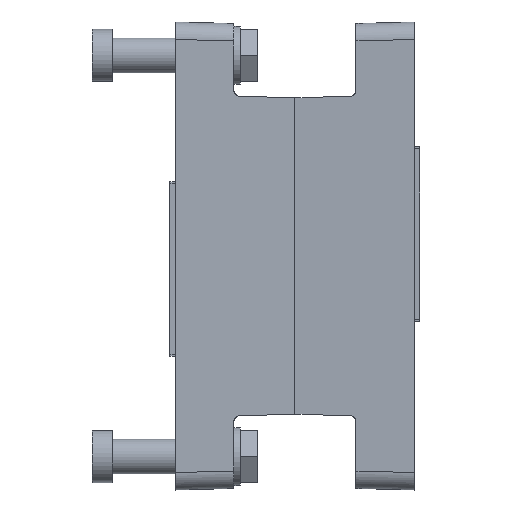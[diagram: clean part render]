
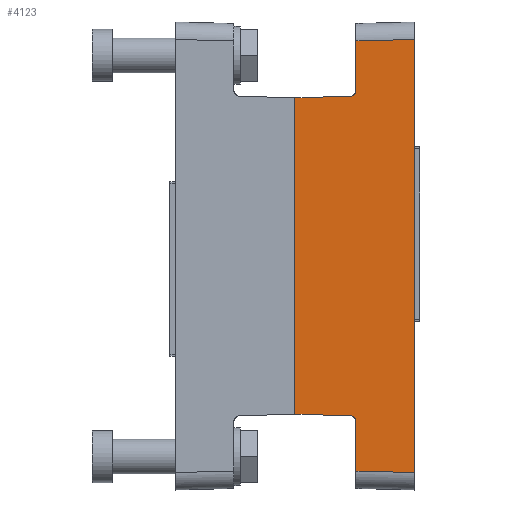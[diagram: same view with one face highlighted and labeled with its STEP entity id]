
A CAD part, left-side view. The second image highlights one B-rep face of the part: STEP entity #4123.
In plain terms, the highlighted planar face has unit normal (-1, 0.026, 0).
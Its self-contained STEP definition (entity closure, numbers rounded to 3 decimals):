
#164 = CARTESIAN_POINT ( 'NONE',  ( -177.476, -62., -154.478 ) ) ;
#226 = FACE_OUTER_BOUND ( 'NONE', #5577, .T. ) ;
#279 = CARTESIAN_POINT ( 'NONE',  ( -177.425, -60.052, -25.551 ) ) ;
#367 = EDGE_CURVE ( 'NONE', #5592, #2942, #1065, .T. ) ;
#447 = CARTESIAN_POINT ( 'NONE',  ( -178., -82., 0. ) ) ;
#509 = VECTOR ( 'NONE', #2831, 1000. ) ;
#565 = VERTEX_POINT ( 'NONE', #2518 ) ;
#576 =( BOUNDED_CURVE ( )  B_SPLINE_CURVE ( 3, ( #4050, #2934, #6222, #5164 ),
 .UNSPECIFIED., .F., .T. ) 
 B_SPLINE_CURVE_WITH_KNOTS ( ( 4, 4 ),
 ( 4.739, 6.283 ),
 .UNSPECIFIED. ) 
 CURVE ( )  GEOMETRIC_REPRESENTATION_ITEM ( )  RATIONAL_B_SPLINE_CURVE ( ( 1., 0.811, 0.811, 1. ) ) 
 REPRESENTATION_ITEM ( '' )  );
#818 = DIRECTION ( 'NONE',  ( 0.026, 1., 0. ) ) ;
#838 = LINE ( 'NONE', #2068, #6953 ) ;
#943 = LINE ( 'NONE', #5921, #5408 ) ;
#947 = VERTEX_POINT ( 'NONE', #2103 ) ;
#978 = DIRECTION ( 'NONE',  ( -0.026, -0.999, -0.026 ) ) ;
#1065 = LINE ( 'NONE', #447, #2371 ) ;
#1072 = VERTEX_POINT ( 'NONE', #279 ) ;
#1128 = LINE ( 'NONE', #6063, #3925 ) ;
#1277 = DIRECTION ( 'NONE',  ( -0.026, -0.999, 0.026 ) ) ;
#1291 = EDGE_CURVE ( 'NONE', #1072, #565, #576, .T. ) ;
#1350 = EDGE_CURVE ( 'NONE', #4778, #6749, #6787, .T. ) ;
#1366 = ORIENTED_EDGE ( 'NONE', *, *, #4205, .T. ) ;
#1437 = CARTESIAN_POINT ( 'NONE',  ( -176.926, -41., 0. ) ) ;
#1440 = VECTOR ( 'NONE', #6523, 1000. ) ;
#1455 = DIRECTION ( 'NONE',  ( 0., 0., 1. ) ) ;
#1711 = CARTESIAN_POINT ( 'NONE',  ( -177.476, -62., -137.448 ) ) ;
#1861 = CARTESIAN_POINT ( 'NONE',  ( -178., -82., 0. ) ) ;
#1962 = CARTESIAN_POINT ( 'NONE',  ( -177.425, -60.052, -135.449 ) ) ;
#2068 = CARTESIAN_POINT ( 'NONE',  ( -177.476, -62., 0. ) ) ;
#2103 = CARTESIAN_POINT ( 'NONE',  ( -177.476, -62., -6.522 ) ) ;
#2371 = VECTOR ( 'NONE', #3225, 1000. ) ;
#2404 = VERTEX_POINT ( 'NONE', #3911 ) ;
#2453 = DIRECTION ( 'NONE',  ( -1., 0.026, 0. ) ) ;
#2518 = CARTESIAN_POINT ( 'NONE',  ( -177.476, -62., -23.552 ) ) ;
#2831 = DIRECTION ( 'NONE',  ( -0.026, -0.999, 0.026 ) ) ;
#2934 = CARTESIAN_POINT ( 'NONE',  ( -177.455, -61.199, -25.521 ) ) ;
#2942 = VERTEX_POINT ( 'NONE', #5852 ) ;
#3023 = CARTESIAN_POINT ( 'NONE',  ( -177.476, -62., 0. ) ) ;
#3225 = DIRECTION ( 'NONE',  ( 0., 0., 1. ) ) ;
#3248 = ORIENTED_EDGE ( 'NONE', *, *, #6784, .T. ) ;
#3456 = CARTESIAN_POINT ( 'NONE',  ( -177.476, -62., -137.448 ) ) ;
#3585 = VERTEX_POINT ( 'NONE', #6514 ) ;
#3718 = LINE ( 'NONE', #1437, #1440 ) ;
#3786 = ORIENTED_EDGE ( 'NONE', *, *, #1291, .F. ) ;
#3911 = CARTESIAN_POINT ( 'NONE',  ( -176.926, -41., -26.05 ) ) ;
#3925 = VECTOR ( 'NONE', #6617, 1000. ) ;
#4012 = CARTESIAN_POINT ( 'NONE',  ( -177.455, -61.199, -135.479 ) ) ;
#4050 = CARTESIAN_POINT ( 'NONE',  ( -177.425, -60.052, -25.551 ) ) ;
#4062 = LINE ( 'NONE', #6277, #7071 ) ;
#4123 = ADVANCED_FACE ( 'NONE', ( #226 ), #5235, .T. ) ;
#4205 = EDGE_CURVE ( 'NONE', #2404, #3585, #3718, .T. ) ;
#4345 = VERTEX_POINT ( 'NONE', #164 ) ;
#4347 = EDGE_CURVE ( 'NONE', #947, #2942, #6272, .T. ) ;
#4463 = ORIENTED_EDGE ( 'NONE', *, *, #367, .T. ) ;
#4568 = ORIENTED_EDGE ( 'NONE', *, *, #5640, .F. ) ;
#4587 = CARTESIAN_POINT ( 'NONE',  ( -177.476, -62., -136.301 ) ) ;
#4720 = DIRECTION ( 'NONE',  ( 0., 0., 1. ) ) ;
#4729 = VECTOR ( 'NONE', #1455, 1000. ) ;
#4753 = ORIENTED_EDGE ( 'NONE', *, *, #5463, .F. ) ;
#4778 = VERTEX_POINT ( 'NONE', #1711 ) ;
#5103 = EDGE_CURVE ( 'NONE', #565, #947, #838, .T. ) ;
#5164 = CARTESIAN_POINT ( 'NONE',  ( -177.476, -62., -23.552 ) ) ;
#5235 = PLANE ( 'NONE',  #5288 ) ;
#5249 = LINE ( 'NONE', #3023, #4729 ) ;
#5288 = AXIS2_PLACEMENT_3D ( 'NONE', #1861, #2453, #818 ) ;
#5408 = VECTOR ( 'NONE', #978, 1000. ) ;
#5463 = EDGE_CURVE ( 'NONE', #2404, #1072, #4062, .T. ) ;
#5528 = EDGE_CURVE ( 'NONE', #4345, #4778, #5249, .T. ) ;
#5577 = EDGE_LOOP ( 'NONE', ( #4753, #1366, #3248, #6095, #5972, #4568, #4463, #6870, #6076, #3786 ) ) ;
#5592 = VERTEX_POINT ( 'NONE', #6724 ) ;
#5640 = EDGE_CURVE ( 'NONE', #5592, #4345, #1128, .T. ) ;
#5674 = CARTESIAN_POINT ( 'NONE',  ( -177.425, -60.052, -135.449 ) ) ;
#5683 = CARTESIAN_POINT ( 'NONE',  ( -178.004, -82.157, -5.994 ) ) ;
#5852 = CARTESIAN_POINT ( 'NONE',  ( -178., -82., -5.998 ) ) ;
#5921 = CARTESIAN_POINT ( 'NONE',  ( -177.359, -57.515, -135.383 ) ) ;
#5972 = ORIENTED_EDGE ( 'NONE', *, *, #5528, .F. ) ;
#6063 = CARTESIAN_POINT ( 'NONE',  ( -177.894, -77.947, -154.896 ) ) ;
#6076 = ORIENTED_EDGE ( 'NONE', *, *, #5103, .F. ) ;
#6095 = ORIENTED_EDGE ( 'NONE', *, *, #1350, .F. ) ;
#6222 = CARTESIAN_POINT ( 'NONE',  ( -177.476, -62., -24.699 ) ) ;
#6272 = LINE ( 'NONE', #5683, #509 ) ;
#6277 = CARTESIAN_POINT ( 'NONE',  ( -177.401, -59.123, -25.575 ) ) ;
#6514 = CARTESIAN_POINT ( 'NONE',  ( -176.926, -41., -134.95 ) ) ;
#6523 = DIRECTION ( 'NONE',  ( 0., 0., -1. ) ) ;
#6617 = DIRECTION ( 'NONE',  ( 0.026, 0.999, 0.026 ) ) ;
#6724 = CARTESIAN_POINT ( 'NONE',  ( -178., -82., -155.002 ) ) ;
#6749 = VERTEX_POINT ( 'NONE', #1962 ) ;
#6784 = EDGE_CURVE ( 'NONE', #3585, #6749, #943, .T. ) ;
#6787 =( BOUNDED_CURVE ( )  B_SPLINE_CURVE ( 3, ( #3456, #4587, #4012, #5674 ),
 .UNSPECIFIED., .F., .F. ) 
 B_SPLINE_CURVE_WITH_KNOTS ( ( 4, 4 ),
 ( 3.142, 4.686 ),
 .UNSPECIFIED. ) 
 CURVE ( )  GEOMETRIC_REPRESENTATION_ITEM ( )  RATIONAL_B_SPLINE_CURVE ( ( 1., 0.811, 0.811, 1. ) ) 
 REPRESENTATION_ITEM ( '' )  );
#6870 = ORIENTED_EDGE ( 'NONE', *, *, #4347, .F. ) ;
#6953 = VECTOR ( 'NONE', #4720, 1000. ) ;
#7071 = VECTOR ( 'NONE', #1277, 1000. ) ;
